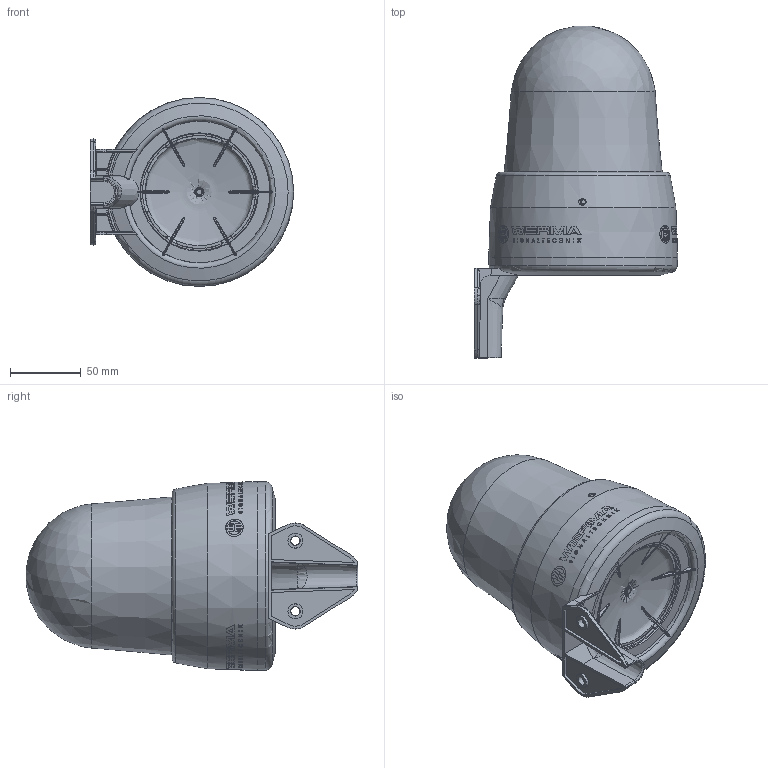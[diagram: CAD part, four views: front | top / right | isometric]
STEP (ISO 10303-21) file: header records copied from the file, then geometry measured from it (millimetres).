
FILE_DESCRIPTION(/* description */ ('Customer part'),/* implementation_level */ '2;1');
FILE_NAME(/* name */ '800000005918_PRT_000.step',/* time_stamp */ '2018-07-16T15:37:59+02:00',/* author */ ('IMPORT'),/* organization */ ('WERMA Signaltechnik GmbH+Co.KG'),/* preprocessor_version */ 'ST-DEVELOPER v17',/* originating_system */ 'Autodesk Inventor 2018',/* authorisation */ 'public');
FILE_SCHEMA (('AUTOMOTIVE_DESIGN { 1 0 10303 214 3 1 1 }'));
Length unit declared in the file: millimetre
Products named in the file (1): 800000005918
Bounding box: 143.82 x 234.85 x 133.64 mm (x, y, z)
Volume: 1655627.7 mm3; surface area: 103703.6 mm2
Topology: 1 solids, 5 shells, 1264 faces, 3312 edges, 2134 vertices
Faces by surface type: plane 665, bspline 215, cylinder 198, cone 129, torus 41, sphere 16
Entity records: 57027 total; most frequent: CARTESIAN_POINT 26823, ORIENTED_EDGE 6604, DIRECTION 5622, EDGE_CURVE 3302, AXIS2_PLACEMENT_3D 2158, VERTEX_POINT 2134, EDGE_LOOP 1354, LINE 1306
